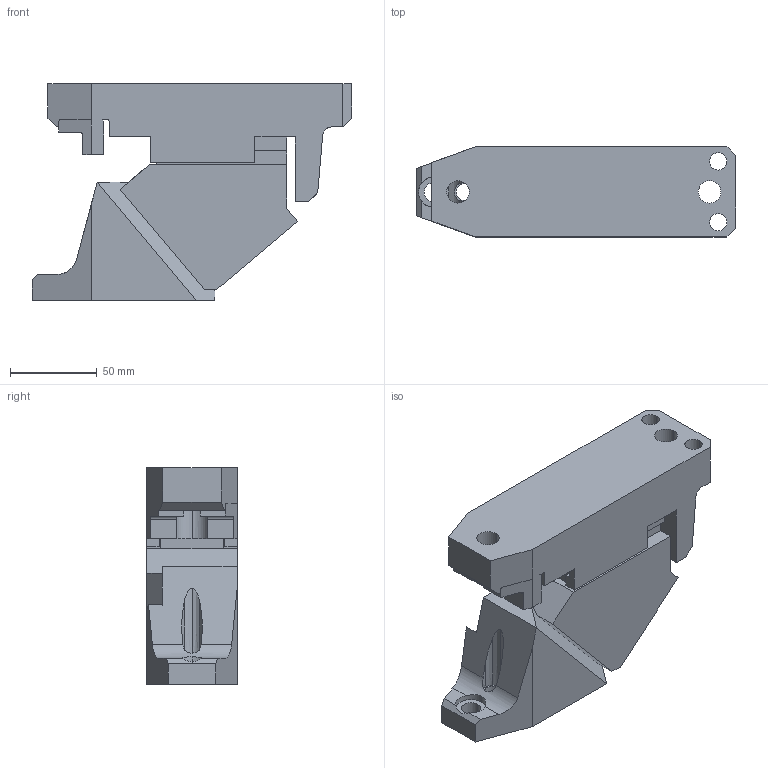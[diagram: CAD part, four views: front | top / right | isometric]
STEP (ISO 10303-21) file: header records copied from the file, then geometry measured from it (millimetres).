
FILE_DESCRIPTION(('CATIA V5 STEP Exchange'),'2;1');
FILE_NAME('CACS_52_50.stp','2015-04-21T07:11:13+00:00',('none'),('none'),'CATIA Version 5 Release 19 SP 2 (IN-10)','CATIA V5 STEP AP203','none');
FILE_SCHEMA(('CONFIG_CONTROL_DESIGN'));
Length unit declared in the file: millimetre
Products named in the file (1): CACS_52_50
Bounding box: 184 x 52 x 125 mm (x, y, z)
Volume: 689821.5 mm3; surface area: 104818.6 mm2
Topology: 3 solids, 3 shells, 177 faces, 519 edges, 351 vertices
Faces by surface type: plane 117, cylinder 43, bspline 17
Entity records: 6507 total; most frequent: CARTESIAN_POINT 2045, ORIENTED_EDGE 1038, DIRECTION 698, EDGE_CURVE 519, VERTEX_POINT 351, VECTOR 326, LINE 326, AXIS2_PLACEMENT_3D 221
